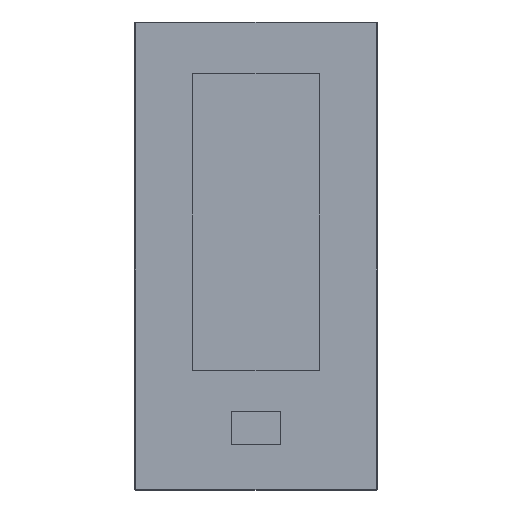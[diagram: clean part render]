
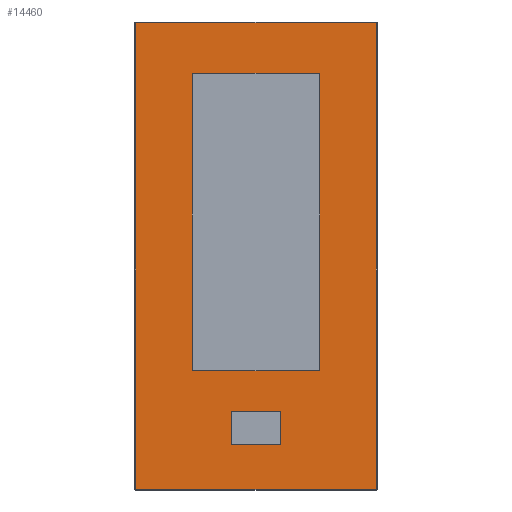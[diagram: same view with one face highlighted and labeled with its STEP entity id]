
A CAD part, top view. The second image highlights one B-rep face of the part: STEP entity #14460.
In plain terms, the highlighted planar face has unit normal (0, 0, 1).
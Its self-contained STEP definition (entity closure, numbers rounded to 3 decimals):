
#100=CARTESIAN_POINT('',(-106.,-178.325,139.));
#110=VERTEX_POINT('',#100);
#160=CARTESIAN_POINT('',(-106.,0.,139.));
#170=DIRECTION('',(0.,1.,0.));
#180=VECTOR('',#170,1.);
#190=LINE('',#160,#180);
#200=CARTESIAN_POINT('',(-106.,515.675,139.));
#210=VERTEX_POINT('',#200);
#220=EDGE_CURVE('',#110,#210,#190,.T.);
#2870=CARTESIAN_POINT('',(191.,518.675,139.));
#2880=VERTEX_POINT('',#2870);
#2930=CARTESIAN_POINT('',(191.,515.675,139.));
#2940=DIRECTION('',(0.,0.,-1.));
#2950=DIRECTION('',(-1.,0.,0.));
#2960=AXIS2_PLACEMENT_3D('',#2930,#2940,#2950);
#2970=CIRCLE('',#2960,3.);
#2980=CARTESIAN_POINT('',(194.,515.675,139.));
#2990=VERTEX_POINT('',#2980);
#3000=EDGE_CURVE('',#2880,#2990,#2970,.T.);
#3780=CARTESIAN_POINT('',(99.5,-355.825,139.));
#3790=VERTEX_POINT('',#3780);
#3820=CARTESIAN_POINT('',(0.,-355.825,139.));
#3830=DIRECTION('',(-1.,0.,0.));
#3840=VECTOR('',#3830,1.);
#3850=LINE('',#3820,#3840);
#3860=CARTESIAN_POINT('',(-11.5,-355.825,139.));
#3870=VERTEX_POINT('',#3860);
#3880=EDGE_CURVE('',#3790,#3870,#3850,.T.);
#5280=CARTESIAN_POINT('',(-14.5,-279.825,139.));
#5290=VERTEX_POINT('',#5280);
#5440=CARTESIAN_POINT('',(-14.5,-352.825,139.));
#5450=VERTEX_POINT('',#5440);
#5480=CARTESIAN_POINT('',(-14.5,7.2,139.));
#5490=DIRECTION('',(0.,1.,0.));
#5500=VECTOR('',#5490,1.);
#5510=LINE('',#5480,#5500);
#5520=EDGE_CURVE('',#5450,#5290,#5510,.T.);
#5940=CARTESIAN_POINT('',(-11.5,-352.825,139.));
#5950=DIRECTION('',(0.,0.,-1.));
#5960=DIRECTION('',(-1.,0.,0.));
#5970=AXIS2_PLACEMENT_3D('',#5940,#5950,#5960);
#5980=CIRCLE('',#5970,3.);
#5990=EDGE_CURVE('',#3870,#5450,#5980,.T.);
#6950=CARTESIAN_POINT('',(102.5,-352.825,139.));
#6960=VERTEX_POINT('',#6950);
#6990=CARTESIAN_POINT('',(99.5,-352.825,139.));
#7000=DIRECTION('',(0.,0.,1.));
#7010=DIRECTION('',(1.,0.,0.));
#7020=AXIS2_PLACEMENT_3D('',#6990,#7000,#7010);
#7030=CIRCLE('',#7020,3.);
#7040=EDGE_CURVE('',#3790,#6960,#7030,.T.);
#9100=CARTESIAN_POINT('',(194.,0.,139.));
#9110=DIRECTION('',(0.,-1.,0.));
#9120=VECTOR('',#9110,1.);
#9130=LINE('',#9100,#9120);
#9140=CARTESIAN_POINT('',(194.,-178.325,139.));
#9150=VERTEX_POINT('',#9140);
#9160=EDGE_CURVE('',#2990,#9150,#9130,.T.);
#10450=CARTESIAN_POINT('',(-103.,518.675,139.));
#10460=VERTEX_POINT('',#10450);
#10490=CARTESIAN_POINT('',(0.,518.675,139.));
#10500=DIRECTION('',(1.,0.,0.));
#10510=VECTOR('',#10500,1.);
#10520=LINE('',#10490,#10510);
#10530=EDGE_CURVE('',#10460,#2880,#10520,.T.);
#11550=CARTESIAN_POINT('',(99.5,-276.825,139.));
#11560=VERTEX_POINT('',#11550);
#11590=CARTESIAN_POINT('',(99.5,-279.825,139.));
#11600=DIRECTION('',(0.,0.,1.));
#11610=DIRECTION('',(1.,0.,0.));
#11620=AXIS2_PLACEMENT_3D('',#11590,#11600,#11610);
#11630=CIRCLE('',#11620,3.);
#11640=CARTESIAN_POINT('',(102.5,-279.825,139.));
#11650=VERTEX_POINT('',#11640);
#11660=EDGE_CURVE('',#11650,#11560,#11630,.T.);
#11830=CARTESIAN_POINT('',(-103.,515.675,139.));
#11840=DIRECTION('',(0.,0.,-1.));
#11850=DIRECTION('',(-1.,0.,0.));
#11860=AXIS2_PLACEMENT_3D('',#11830,#11840,#11850);
#11870=CIRCLE('',#11860,3.);
#11880=EDGE_CURVE('',#210,#10460,#11870,.T.);
#12260=CARTESIAN_POINT('',(0.,-276.825,139.));
#12270=DIRECTION('',(1.,0.,0.));
#12280=VECTOR('',#12270,1.);
#12290=LINE('',#12260,#12280);
#12300=CARTESIAN_POINT('',(-11.5,-276.825,139.));
#12310=VERTEX_POINT('',#12300);
#12320=EDGE_CURVE('',#12310,#11560,#12290,.T.);
#12540=CARTESIAN_POINT('',(-103.,-181.325,139.));
#12550=VERTEX_POINT('',#12540);
#12580=CARTESIAN_POINT('',(-103.,-178.325,139.));
#12590=DIRECTION('',(0.,0.,-1.));
#12600=DIRECTION('',(-1.,0.,0.));
#12610=AXIS2_PLACEMENT_3D('',#12580,#12590,#12600);
#12620=CIRCLE('',#12610,3.);
#12630=EDGE_CURVE('',#12550,#110,#12620,.T.);
#13240=CARTESIAN_POINT('',(191.,-181.325,139.));
#13250=VERTEX_POINT('',#13240);
#13280=CARTESIAN_POINT('',(0.,-181.325,139.));
#13290=DIRECTION('',(-1.,0.,0.));
#13300=VECTOR('',#13290,1.);
#13310=LINE('',#13280,#13300);
#13320=EDGE_CURVE('',#13250,#12550,#13310,.T.);
#13530=CARTESIAN_POINT('',(-11.5,-279.825,139.));
#13540=DIRECTION('',(0.,0.,1.));
#13550=DIRECTION('',(1.,0.,0.));
#13560=AXIS2_PLACEMENT_3D('',#13530,#13540,#13550);
#13570=CIRCLE('',#13560,3.);
#13580=EDGE_CURVE('',#12310,#5290,#13570,.T.);
#13690=CARTESIAN_POINT('',(102.5,7.2,139.));
#13700=DIRECTION('',(0.,-1.,0.));
#13710=VECTOR('',#13700,1.);
#13720=LINE('',#13690,#13710);
#13730=EDGE_CURVE('',#11650,#6960,#13720,.T.);
#13810=CARTESIAN_POINT('',(86.,184.35,139.));
#13820=DIRECTION('',(0.,0.,1.));
#13830=DIRECTION('',(-1.,0.,0.));
#13840=AXIS2_PLACEMENT_3D('',#13810,#13820,#13830);
#13850=PLANE('',#13840);
#13860=ORIENTED_EDGE('',*,*,#12630,.T.);
#13870=ORIENTED_EDGE('',*,*,#13320,.T.);
#13880=CARTESIAN_POINT('',(191.,-178.325,139.));
#13890=DIRECTION('',(0.,0.,-1.));
#13900=DIRECTION('',(-1.,0.,0.));
#13910=AXIS2_PLACEMENT_3D('',#13880,#13890,#13900);
#13920=CIRCLE('',#13910,3.);
#13930=EDGE_CURVE('',#9150,#13250,#13920,.T.);
#13940=ORIENTED_EDGE('',*,*,#13930,.T.);
#13950=ORIENTED_EDGE('',*,*,#9160,.T.);
#13960=ORIENTED_EDGE('',*,*,#3000,.T.);
#13970=ORIENTED_EDGE('',*,*,#10530,.T.);
#13980=ORIENTED_EDGE('',*,*,#11880,.T.);
#13990=ORIENTED_EDGE('',*,*,#220,.T.);
#14000=EDGE_LOOP('',(#13990,#13980,#13970,#13960,#13950,#13940,#13870,
#13860));
#14010=FACE_BOUND('',#14000,.T.);
#14020=ORIENTED_EDGE('',*,*,#13580,.F.);
#14030=ORIENTED_EDGE('',*,*,#5520,.T.);
#14040=ORIENTED_EDGE('',*,*,#5990,.T.);
#14050=ORIENTED_EDGE('',*,*,#3880,.T.);
#14060=ORIENTED_EDGE('',*,*,#7040,.F.);
#14070=ORIENTED_EDGE('',*,*,#13730,.T.);
#14080=ORIENTED_EDGE('',*,*,#11660,.F.);
#14090=ORIENTED_EDGE('',*,*,#12320,.T.);
#14100=EDGE_LOOP('',(#14090,#14080,#14070,#14060,#14050,#14040,#14030,
#14020));
#14110=FACE_BOUND('',#14100,.T.);
#14120=CARTESIAN_POINT('',(0.,-460.325,139.));
#14130=DIRECTION('',(-1.,0.,0.));
#14140=VECTOR('',#14130,1.);
#14150=LINE('',#14120,#14140);
#14160=CARTESIAN_POINT('',(327.,-460.325,139.));
#14170=VERTEX_POINT('',#14160);
#14180=CARTESIAN_POINT('',(-239.,-460.325,139.));
#14190=VERTEX_POINT('',#14180);
#14200=EDGE_CURVE('',#14170,#14190,#14150,.T.);
#14210=ORIENTED_EDGE('',*,*,#14200,.F.);
#14220=CARTESIAN_POINT('',(-239.,0.,139.));
#14230=DIRECTION('',(0.,-1.,0.));
#14240=VECTOR('',#14230,1.);
#14250=LINE('',#14220,#14240);
#14260=CARTESIAN_POINT('',(-239.,637.675,139.));
#14270=VERTEX_POINT('',#14260);
#14280=EDGE_CURVE('',#14270,#14190,#14250,.T.);
#14290=ORIENTED_EDGE('',*,*,#14280,.T.);
#14300=CARTESIAN_POINT('',(0.,637.675,139.));
#14310=DIRECTION('',(1.,0.,0.));
#14320=VECTOR('',#14310,1.);
#14330=LINE('',#14300,#14320);
#14340=CARTESIAN_POINT('',(327.,637.675,139.));
#14350=VERTEX_POINT('',#14340);
#14360=EDGE_CURVE('',#14270,#14350,#14330,.T.);
#14370=ORIENTED_EDGE('',*,*,#14360,.F.);
#14380=CARTESIAN_POINT('',(327.,0.,139.));
#14390=DIRECTION('',(0.,-1.,0.));
#14400=VECTOR('',#14390,1.);
#14410=LINE('',#14380,#14400);
#14420=EDGE_CURVE('',#14350,#14170,#14410,.T.);
#14430=ORIENTED_EDGE('',*,*,#14420,.F.);
#14440=EDGE_LOOP('',(#14430,#14370,#14290,#14210));
#14450=FACE_OUTER_BOUND('',#14440,.T.);
#14460=ADVANCED_FACE('',(#14010,#14110,#14450),#13850,.T.);
